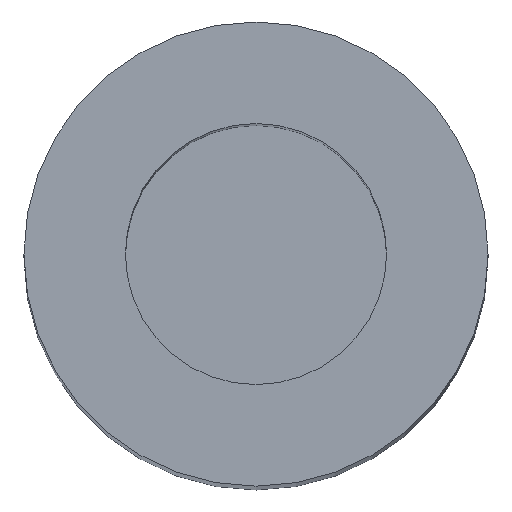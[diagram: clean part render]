
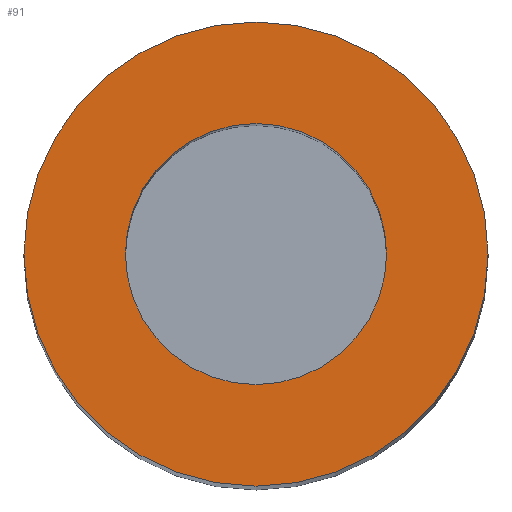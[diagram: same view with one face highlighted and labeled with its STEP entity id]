
A CAD part, top view. The second image highlights one B-rep face of the part: STEP entity #91.
In plain terms, the highlighted planar face has unit normal (0, 0, 1).
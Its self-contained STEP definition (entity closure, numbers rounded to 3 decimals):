
#17=PLANE($,#109);
#23=FACE_BOUND($,#44,.T.);
#24=FACE_BOUND($,#45,.T.);
#44=EDGE_LOOP($,(#79));
#45=EDGE_LOOP($,(#80));
#47=CIRCLE($,#97,2.25);
#52=CIRCLE($,#108,4.);
#54=VERTEX_POINT($,#146);
#59=VERTEX_POINT($,#162);
#61=EDGE_CURVE($,#54,#54,#47,.T.);
#66=EDGE_CURVE($,#59,#59,#52,.T.);
#79=ORIENTED_EDGE($,*,*,#61,.T.);
#80=ORIENTED_EDGE($,*,*,#66,.F.);
#91=ADVANCED_FACE($,(#23,#24),#17,.F.);
#97=AXIS2_PLACEMENT_3D($,#147,#116,#117);
#108=AXIS2_PLACEMENT_3D($,#163,#138,#139);
#109=AXIS2_PLACEMENT_3D($,#164,#140,#141);
#116=DIRECTION('center_axis',(0.,0.,-1.));
#117=DIRECTION('ref_axis',(-1.,0.,0.));
#138=DIRECTION('center_axis',(0.,0.,-1.));
#139=DIRECTION('ref_axis',(-1.,0.,0.));
#140=DIRECTION('center_axis',(0.,0.,-1.));
#141=DIRECTION('ref_axis',(-1.,0.,0.));
#146=CARTESIAN_POINT('',(2.25,0.,38.));
#147=CARTESIAN_POINT('Origin',(0.,0.,38.));
#162=CARTESIAN_POINT('',(4.,0.,38.));
#163=CARTESIAN_POINT('Origin',(0.,0.,38.));
#164=CARTESIAN_POINT('Origin',(0.,0.,38.));
